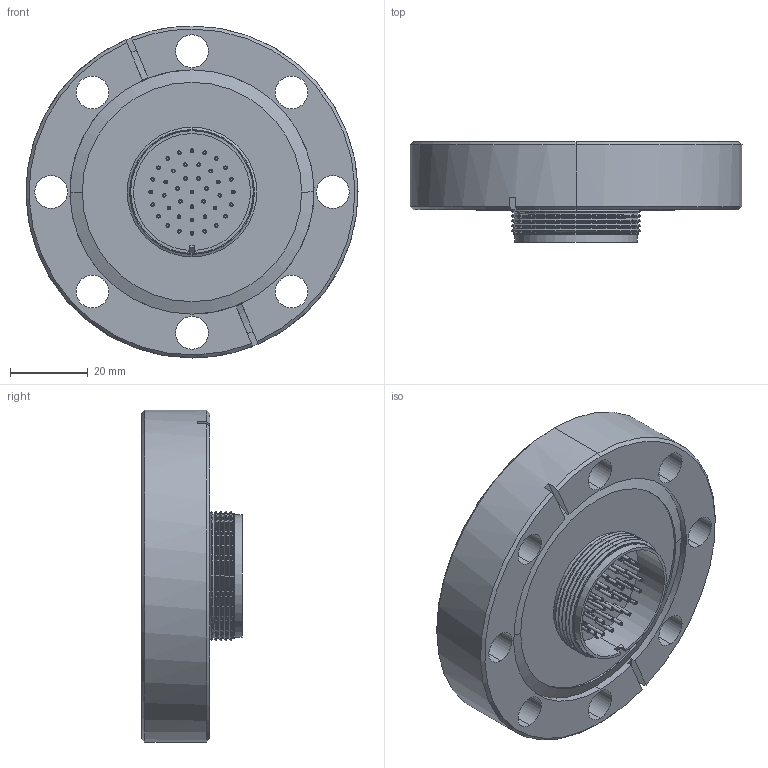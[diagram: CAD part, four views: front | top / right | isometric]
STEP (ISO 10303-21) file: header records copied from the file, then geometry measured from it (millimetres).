
FILE_DESCRIPTION (( 'STEP AP203' ), '1' );
FILE_NAME ('A8232-6-CF.STEP', '2013-04-12T12:31:02', ( '' ), ( '' ), 'SwSTEP 2.0', 'SolidWorks 2012', '' );
FILE_SCHEMA (( 'CONFIG_CONTROL_DESIGN' ));
Length unit declared in the file: inch
Products named in the file (1): A8232-6-CF
Bounding box: 85.34 x 25.81 x 85.34 mm (x, y, z)
Volume: 57443.5 mm3; surface area: 27994 mm2
Topology: 1 solids, 1 shells, 556 faces, 1354 edges, 887 vertices
Faces by surface type: cylinder 227, bspline 164, plane 134, cone 31
Entity records: 18697 total; most frequent: CARTESIAN_POINT 5873, DIRECTION 2766, ORIENTED_EDGE 2708, EDGE_CURVE 1354, AXIS2_PLACEMENT_3D 1200, VERTEX_POINT 887, CIRCLE 807, EDGE_LOOP 663
